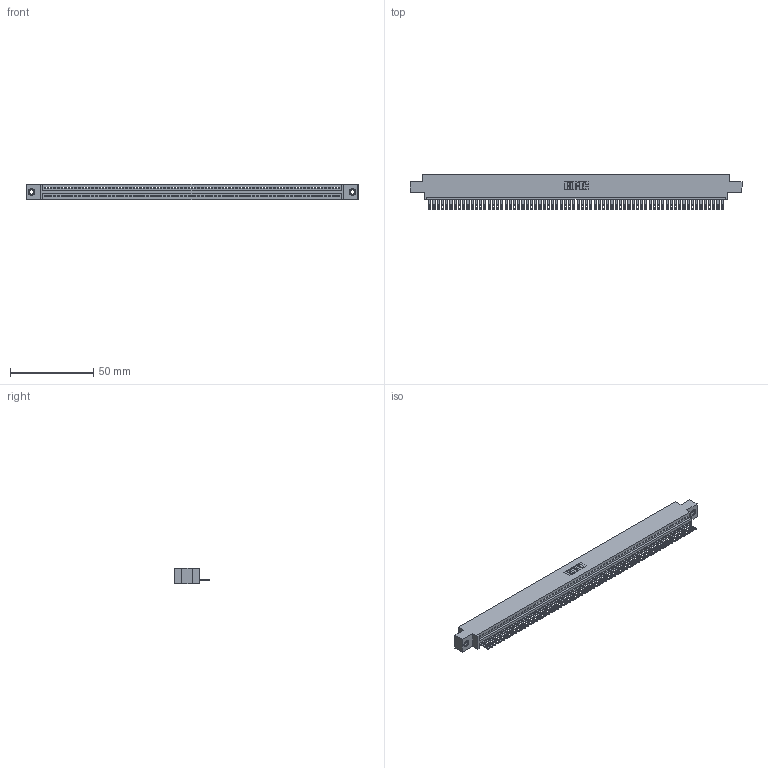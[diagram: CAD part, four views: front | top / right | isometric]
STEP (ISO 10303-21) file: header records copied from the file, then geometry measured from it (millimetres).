
FILE_DESCRIPTION (( 'STEP AP203' ), '1' );
FILE_NAME ('345-070-500-607.STEP', '2019-10-12T14:22:05', ( '' ), ( '' ), 'SwSTEP 2.0', 'SolidWorks 2016', '' );
FILE_SCHEMA (( 'CONFIG_CONTROL_DESIGN' ));
Length unit declared in the file: inch
Products named in the file (4): 345 Part_0.170 Offset - 0.156 Dia-TI; 345-250-001_345-250-005-103; 345-292-001_345-293-100; 345-070-500-607
Assembly tree (73 placements, depth 2):
  345-070-500-607
    345 Part_0.170 Offset - 0.156 Dia-TI
    345-292-001_345-293-100  x70
    345-250-001_345-250-005-103  x2
Bounding box: 199.01 x 21.51 x 9.4 mm (x, y, z)
Volume: 19047.9 mm3; surface area: 26009.7 mm2
Topology: 73 solids, 73 shells, 3970 faces, 12249 edges, 8158 vertices
Faces by surface type: plane 2496, cylinder 1458, cone 12, torus 4
Entity records: 50162 total; most frequent: CARTESIAN_POINT 8669, ORIENTED_EDGE 8666, DIRECTION 7559, EDGE_CURVE 4333, VECTOR 3897, LINE 3897, VERTEX_POINT 2884, AXIS2_PLACEMENT_3D 1831
